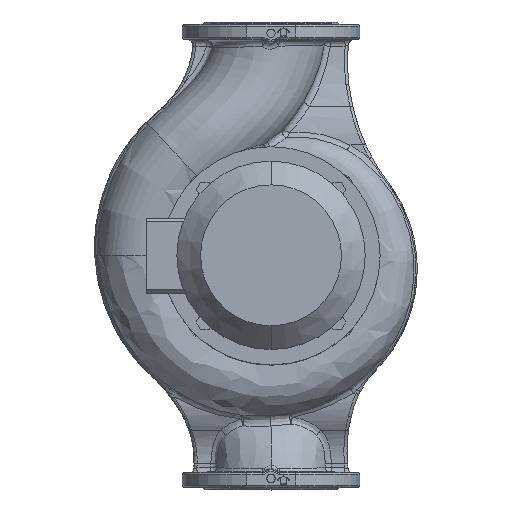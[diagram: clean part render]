
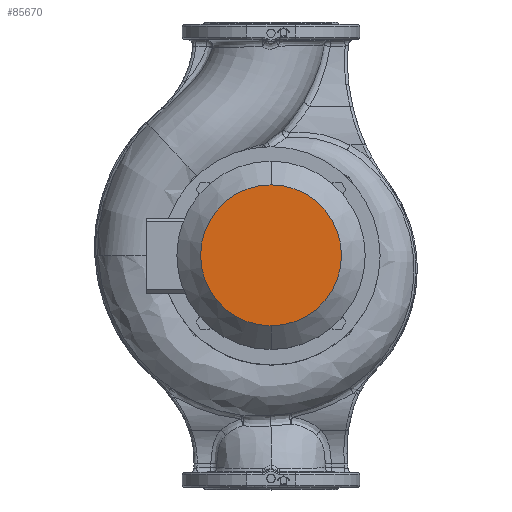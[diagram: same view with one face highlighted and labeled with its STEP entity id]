
A CAD part, top view. The second image highlights one B-rep face of the part: STEP entity #85670.
In plain terms, the highlighted planar face has unit normal (0, 0, 1).
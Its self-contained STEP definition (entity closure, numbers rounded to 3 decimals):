
#7152 = AXIS2_PLACEMENT_3D ( 'NONE', #16776, #16779, #16782 ) ;
#7157 = CIRCLE ( 'NONE', #7152, 113. ) ;
#9119 = CIRCLE ( 'NONE', #9518, 113. ) ;
#9518 = AXIS2_PLACEMENT_3D ( 'NONE', #73301, #73302, #73303 ) ;
#16776 = CARTESIAN_POINT ( 'NONE',  ( 0., 0., 600. ) ) ;
#16779 = DIRECTION ( 'NONE',  ( 0., 0., 1. ) ) ;
#16782 = DIRECTION ( 'NONE',  ( 0., 1., 0. ) ) ;
#34115 = EDGE_CURVE ( 'NONE', #46211, #46248, #9119, .T. ) ;
#34462 = AXIS2_PLACEMENT_3D ( 'NONE', #73813, #73824, #73825 ) ;
#39794 = CARTESIAN_POINT ( 'NONE',  ( 0., -113., 600. ) ) ;
#39868 = CARTESIAN_POINT ( 'NONE',  ( 0., 113., 600. ) ) ;
#44164 = EDGE_LOOP ( 'NONE', ( #44465, #44463 ) ) ;
#44463 = ORIENTED_EDGE ( 'NONE', *, *, #70180, .T. ) ;
#44465 = ORIENTED_EDGE ( 'NONE', *, *, #34115, .T. ) ;
#46211 = VERTEX_POINT ( 'NONE', #39794 ) ;
#46248 = VERTEX_POINT ( 'NONE', #39868 ) ;
#70180 = EDGE_CURVE ( 'NONE', #46248, #46211, #7157, .T. ) ;
#73301 = CARTESIAN_POINT ( 'NONE',  ( 0., 0., 600. ) ) ;
#73302 = DIRECTION ( 'NONE',  ( 0., 0., 1. ) ) ;
#73303 = DIRECTION ( 'NONE',  ( 0., 1., 0. ) ) ;
#73813 = CARTESIAN_POINT ( 'NONE',  ( -113., 0., 600. ) ) ;
#73820 = FACE_OUTER_BOUND ( 'NONE', #44164, .T. ) ;
#73821 = PLANE ( 'NONE',  #34462 ) ;
#73824 = DIRECTION ( 'NONE',  ( 0., 0., -1. ) ) ;
#73825 = DIRECTION ( 'NONE',  ( 0., -1., 0. ) ) ;
#85670 = ADVANCED_FACE ( 'NONE', ( #73820 ), #73821, .F. ) ;
